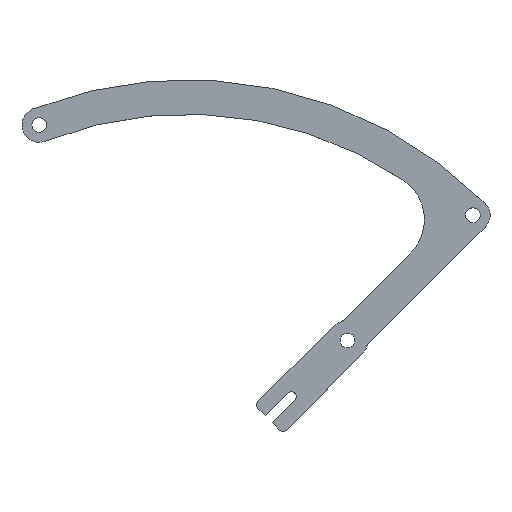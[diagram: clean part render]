
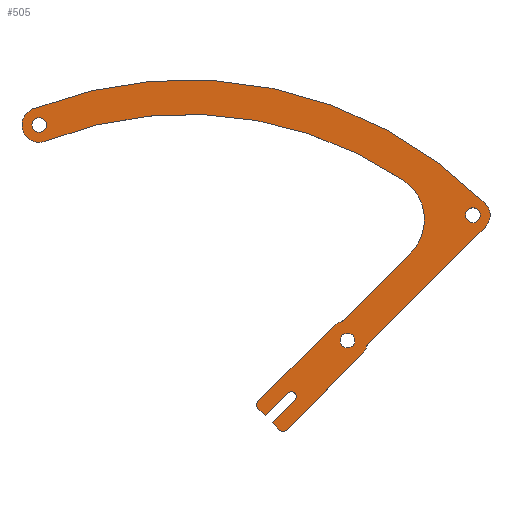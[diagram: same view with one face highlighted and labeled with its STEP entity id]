
A CAD part, top view. The second image highlights one B-rep face of the part: STEP entity #505.
In plain terms, the highlighted planar face has unit normal (0, 0, 1).
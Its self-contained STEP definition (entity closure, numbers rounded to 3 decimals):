
#18=FACE_BOUND('',#78,.T.);
#19=FACE_BOUND('',#79,.T.);
#20=FACE_BOUND('',#80,.T.);
#28=PLANE('',#556);
#47=FACE_OUTER_BOUND('',#77,.T.);
#77=EDGE_LOOP('',(#400,#401,#402,#403,#404,#405,#406,#407,#408,#409,#410,
#411,#412,#413,#414,#415,#416,#417,#418,#419,#420,#421));
#78=EDGE_LOOP('',(#422));
#79=EDGE_LOOP('',(#423));
#80=EDGE_LOOP('',(#424));
#108=LINE('',#780,#150);
#120=LINE('',#825,#162);
#121=LINE('',#828,#163);
#125=LINE('',#838,#167);
#126=LINE('',#849,#168);
#127=LINE('',#851,#169);
#128=LINE('',#852,#170);
#129=LINE('',#854,#171);
#130=LINE('',#856,#172);
#131=LINE('',#857,#173);
#150=VECTOR('',#623,23.975);
#162=VECTOR('',#663,23.975);
#163=VECTOR('',#666,21.35);
#167=VECTOR('',#676,37.242);
#168=VECTOR('',#687,2.457);
#169=VECTOR('',#688,7.316);
#170=VECTOR('',#689,0.003);
#171=VECTOR('',#690,0.003);
#172=VECTOR('',#691,7.316);
#173=VECTOR('',#692,2.457);
#183=CIRCLE('',#524,1.);
#185=CIRCLE('',#527,4.507);
#188=CIRCLE('',#531,1.);
#190=CIRCLE('',#534,4.507);
#192=CIRCLE('',#537,1.);
#203=CIRCLE('',#551,1.);
#204=CIRCLE('',#555,1.05);
#205=CIRCLE('',#557,3.875);
#206=CIRCLE('',#558,94.575);
#207=CIRCLE('',#559,3.875);
#208=CIRCLE('',#560,86.825);
#209=CIRCLE('',#561,10.625);
#210=CIRCLE('',#562,1.65);
#211=CIRCLE('',#563,1.65);
#212=CIRCLE('',#564,1.65);
#213=VERTEX_POINT('',#740);
#214=VERTEX_POINT('',#741);
#217=VERTEX_POINT('',#749);
#221=VERTEX_POINT('',#758);
#222=VERTEX_POINT('',#760);
#224=VERTEX_POINT('',#766);
#227=VERTEX_POINT('',#773);
#228=VERTEX_POINT('',#775);
#246=VERTEX_POINT('',#819);
#247=VERTEX_POINT('',#821);
#248=VERTEX_POINT('',#827);
#249=VERTEX_POINT('',#831);
#250=VERTEX_POINT('',#833);
#251=VERTEX_POINT('',#837);
#252=VERTEX_POINT('',#839);
#253=VERTEX_POINT('',#841);
#254=VERTEX_POINT('',#843);
#255=VERTEX_POINT('',#845);
#256=VERTEX_POINT('',#848);
#257=VERTEX_POINT('',#850);
#258=VERTEX_POINT('',#853);
#259=VERTEX_POINT('',#855);
#260=VERTEX_POINT('',#858);
#261=VERTEX_POINT('',#860);
#262=VERTEX_POINT('',#862);
#263=EDGE_CURVE('',#213,#214,#183,.T.);
#267=EDGE_CURVE('',#214,#217,#185,.T.);
#272=EDGE_CURVE('',#221,#222,#188,.T.);
#276=EDGE_CURVE('',#224,#221,#190,.T.);
#279=EDGE_CURVE('',#227,#228,#192,.T.);
#282=EDGE_CURVE('',#217,#227,#108,.T.);
#303=EDGE_CURVE('',#246,#247,#203,.T.);
#305=EDGE_CURVE('',#247,#224,#120,.T.);
#306=EDGE_CURVE('',#248,#222,#121,.T.);
#310=EDGE_CURVE('',#249,#250,#204,.T.);
#311=EDGE_CURVE('',#213,#251,#125,.T.);
#312=EDGE_CURVE('',#251,#252,#205,.T.);
#313=EDGE_CURVE('',#252,#253,#206,.T.);
#314=EDGE_CURVE('',#253,#254,#207,.T.);
#315=EDGE_CURVE('',#254,#255,#208,.T.);
#316=EDGE_CURVE('',#255,#248,#209,.T.);
#317=EDGE_CURVE('',#246,#256,#126,.T.);
#318=EDGE_CURVE('',#257,#256,#127,.T.);
#319=EDGE_CURVE('',#249,#257,#128,.T.);
#320=EDGE_CURVE('',#258,#250,#129,.T.);
#321=EDGE_CURVE('',#259,#258,#130,.T.);
#322=EDGE_CURVE('',#259,#228,#131,.T.);
#323=EDGE_CURVE('',#260,#260,#210,.T.);
#324=EDGE_CURVE('',#261,#261,#211,.T.);
#325=EDGE_CURVE('',#262,#262,#212,.T.);
#400=ORIENTED_EDGE('',*,*,#279,.F.);
#401=ORIENTED_EDGE('',*,*,#282,.F.);
#402=ORIENTED_EDGE('',*,*,#267,.F.);
#403=ORIENTED_EDGE('',*,*,#263,.F.);
#404=ORIENTED_EDGE('',*,*,#311,.T.);
#405=ORIENTED_EDGE('',*,*,#312,.T.);
#406=ORIENTED_EDGE('',*,*,#313,.T.);
#407=ORIENTED_EDGE('',*,*,#314,.T.);
#408=ORIENTED_EDGE('',*,*,#315,.T.);
#409=ORIENTED_EDGE('',*,*,#316,.T.);
#410=ORIENTED_EDGE('',*,*,#306,.T.);
#411=ORIENTED_EDGE('',*,*,#272,.F.);
#412=ORIENTED_EDGE('',*,*,#276,.F.);
#413=ORIENTED_EDGE('',*,*,#305,.F.);
#414=ORIENTED_EDGE('',*,*,#303,.F.);
#415=ORIENTED_EDGE('',*,*,#317,.T.);
#416=ORIENTED_EDGE('',*,*,#318,.F.);
#417=ORIENTED_EDGE('',*,*,#319,.F.);
#418=ORIENTED_EDGE('',*,*,#310,.T.);
#419=ORIENTED_EDGE('',*,*,#320,.F.);
#420=ORIENTED_EDGE('',*,*,#321,.F.);
#421=ORIENTED_EDGE('',*,*,#322,.T.);
#422=ORIENTED_EDGE('',*,*,#323,.T.);
#423=ORIENTED_EDGE('',*,*,#324,.T.);
#424=ORIENTED_EDGE('',*,*,#325,.T.);
#505=ADVANCED_FACE('',(#47,#18,#19,#20),#28,.T.);
#524=AXIS2_PLACEMENT_3D('',#742,#584,#585);
#527=AXIS2_PLACEMENT_3D('',#750,#592,#593);
#531=AXIS2_PLACEMENT_3D('',#761,#602,#603);
#534=AXIS2_PLACEMENT_3D('',#768,#610,#611);
#537=AXIS2_PLACEMENT_3D('',#776,#617,#618);
#551=AXIS2_PLACEMENT_3D('',#822,#658,#659);
#555=AXIS2_PLACEMENT_3D('',#835,#672,#673);
#556=AXIS2_PLACEMENT_3D('',#836,#674,#675);
#557=AXIS2_PLACEMENT_3D('',#840,#677,#678);
#558=AXIS2_PLACEMENT_3D('',#842,#679,#680);
#559=AXIS2_PLACEMENT_3D('',#844,#681,#682);
#560=AXIS2_PLACEMENT_3D('',#846,#683,#684);
#561=AXIS2_PLACEMENT_3D('',#847,#685,#686);
#562=AXIS2_PLACEMENT_3D('',#859,#693,#694);
#563=AXIS2_PLACEMENT_3D('',#861,#695,#696);
#564=AXIS2_PLACEMENT_3D('',#863,#697,#698);
#584=DIRECTION('center_axis',(0.,0.,1.));
#585=DIRECTION('ref_axis',(-0.856,0.517,0.));
#592=DIRECTION('center_axis',(0.,0.,-1.));
#593=DIRECTION('ref_axis',(0.969,-0.247,0.));
#602=DIRECTION('center_axis',(0.,0.,1.));
#603=DIRECTION('ref_axis',(0.517,-0.856,0.));
#610=DIRECTION('center_axis',(0.,0.,-1.));
#611=DIRECTION('ref_axis',(-0.707,0.707,0.));
#617=DIRECTION('center_axis',(0.,0.,-1.));
#618=DIRECTION('ref_axis',(0.,-1.,0.));
#623=DIRECTION('',(-0.707,-0.707,0.));
#658=DIRECTION('center_axis',(0.,0.,-1.));
#659=DIRECTION('ref_axis',(-1.,0.,0.));
#663=DIRECTION('',(0.707,0.707,0.));
#666=DIRECTION('',(-0.707,-0.707,0.));
#672=DIRECTION('center_axis',(0.,0.,-1.));
#673=DIRECTION('ref_axis',(-1.,0.,0.));
#674=DIRECTION('center_axis',(0.,0.,1.));
#675=DIRECTION('ref_axis',(1.,0.,0.));
#676=DIRECTION('',(0.707,0.707,0.));
#677=DIRECTION('center_axis',(0.,0.,1.));
#678=DIRECTION('ref_axis',(-0.707,0.707,0.));
#679=DIRECTION('center_axis',(0.,0.,1.));
#680=DIRECTION('ref_axis',(-0.707,-0.707,0.));
#681=DIRECTION('center_axis',(0.,0.,1.));
#682=DIRECTION('ref_axis',(0.366,-0.931,0.));
#683=DIRECTION('center_axis',(0.,0.,-1.));
#684=DIRECTION('ref_axis',(0.56,0.829,0.));
#685=DIRECTION('center_axis',(0.,0.,-1.));
#686=DIRECTION('ref_axis',(0.707,-0.707,0.));
#687=DIRECTION('',(0.707,-0.707,0.));
#688=DIRECTION('',(-0.707,-0.707,0.));
#689=DIRECTION('',(-0.707,0.707,0.));
#690=DIRECTION('',(-0.707,0.707,0.));
#691=DIRECTION('',(0.707,0.707,0.));
#692=DIRECTION('',(0.707,-0.707,0.));
#693=DIRECTION('center_axis',(0.,0.,-1.));
#694=DIRECTION('ref_axis',(1.,0.,0.));
#695=DIRECTION('center_axis',(0.,0.,-1.));
#696=DIRECTION('ref_axis',(1.,0.,0.));
#697=DIRECTION('center_axis',(0.,0.,-1.));
#698=DIRECTION('ref_axis',(1.,0.,0.));
#740=CARTESIAN_POINT('',(119.241,113.76,2.));
#741=CARTESIAN_POINT('',(118.993,113.35,2.));
#742=CARTESIAN_POINT('Origin',(119.948,113.053,2.));
#749=CARTESIAN_POINT('',(117.876,111.503,2.));
#750=CARTESIAN_POINT('Origin',(114.689,114.689,2.));
#758=CARTESIAN_POINT('',(113.35,118.993,2.));
#760=CARTESIAN_POINT('',(113.76,119.241,2.));
#761=CARTESIAN_POINT('Origin',(113.053,119.948,2.));
#766=CARTESIAN_POINT('',(111.502,117.876,2.));
#768=CARTESIAN_POINT('Origin',(114.689,114.689,2.));
#773=CARTESIAN_POINT('',(100.923,94.549,2.));
#775=CARTESIAN_POINT('',(99.509,94.549,2.));
#776=CARTESIAN_POINT('Origin',(100.216,95.257,2.));
#780=CARTESIAN_POINT('',(108.63,102.256,2.));
#819=CARTESIAN_POINT('',(94.549,99.509,2.));
#821=CARTESIAN_POINT('',(94.549,100.923,2.));
#822=CARTESIAN_POINT('Origin',(95.257,100.216,2.));
#825=CARTESIAN_POINT('',(111.086,117.46,2.));
#827=CARTESIAN_POINT('',(128.857,134.337,2.));
#828=CARTESIAN_POINT('',(106.382,111.862,2.));
#831=CARTESIAN_POINT('',(101.462,102.943,2.));
#833=CARTESIAN_POINT('',(102.943,101.462,2.));
#835=CARTESIAN_POINT('Origin',(102.151,102.151,2.));
#836=CARTESIAN_POINT('Origin',(82.606,159.822,2.));
#837=CARTESIAN_POINT('',(145.575,140.095,2.));
#838=CARTESIAN_POINT('',(134.764,129.284,2.));
#839=CARTESIAN_POINT('',(145.575,145.575,2.));
#840=CARTESIAN_POINT('Origin',(142.835,142.835,2.));
#841=CARTESIAN_POINT('',(44.059,166.703,2.));
#842=CARTESIAN_POINT('Origin',(78.7,78.7,2.));
#843=CARTESIAN_POINT('',(46.898,159.491,2.));
#844=CARTESIAN_POINT('Origin',(45.478,163.097,2.));
#845=CARTESIAN_POINT('',(127.29,150.655,2.));
#846=CARTESIAN_POINT('Origin',(78.7,78.7,2.));
#847=CARTESIAN_POINT('Origin',(121.344,141.85,2.));
#848=CARTESIAN_POINT('',(96.287,97.772,2.));
#849=CARTESIAN_POINT('',(77.151,116.908,2.));
#850=CARTESIAN_POINT('',(101.46,102.945,2.));
#851=CARTESIAN_POINT('',(100.107,101.592,2.));
#852=CARTESIAN_POINT('',(102.573,101.831,2.));
#853=CARTESIAN_POINT('',(102.945,101.46,2.));
#854=CARTESIAN_POINT('',(102.573,101.831,2.));
#855=CARTESIAN_POINT('',(97.772,96.287,2.));
#856=CARTESIAN_POINT('',(99.006,97.521,2.));
#857=CARTESIAN_POINT('',(79.095,114.963,2.));
#858=CARTESIAN_POINT('',(144.485,142.835,2.));
#859=CARTESIAN_POINT('Origin',(142.835,142.835,2.));
#860=CARTESIAN_POINT('',(116.339,114.689,2.));
#861=CARTESIAN_POINT('Origin',(114.689,114.689,2.));
#862=CARTESIAN_POINT('',(47.128,163.097,2.));
#863=CARTESIAN_POINT('Origin',(45.478,163.097,2.));
